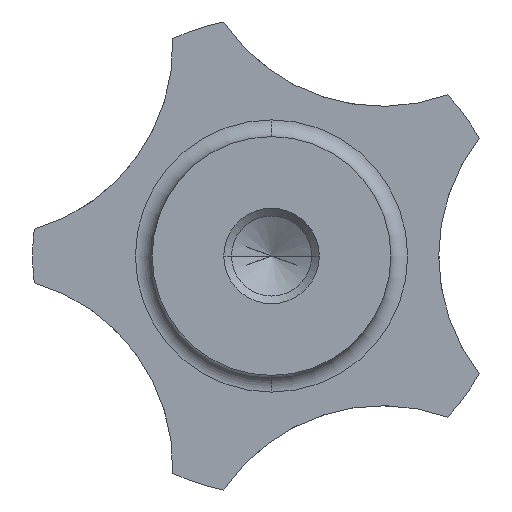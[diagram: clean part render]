
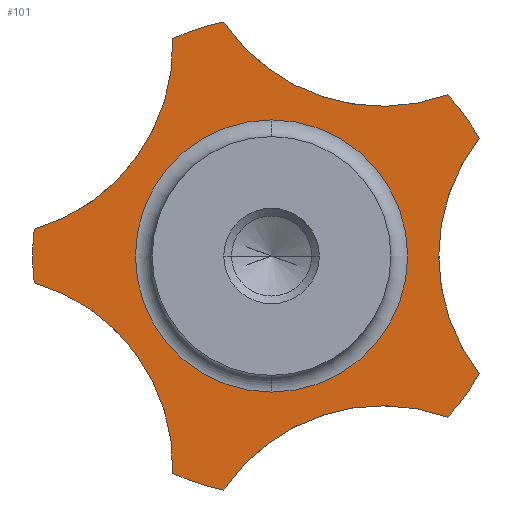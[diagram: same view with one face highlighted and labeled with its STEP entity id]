
A CAD part, front view. The second image highlights one B-rep face of the part: STEP entity #101.
In plain terms, the highlighted planar face has unit normal (0, -1, 0).
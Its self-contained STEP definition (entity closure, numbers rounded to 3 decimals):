
#101 = ADVANCED_FACE( '', ( #158, #159 ), #160, .T. );
#158 = FACE_OUTER_BOUND( '', #218, .T. );
#159 = FACE_BOUND( '', #219, .T. );
#160 = PLANE( '', #220 );
#218 = EDGE_LOOP( '', ( #427, #428, #429, #430, #431, #432, #433, #434, #435, #436, #437 ) );
#219 = EDGE_LOOP( '', ( #438, #439, #440 ) );
#220 = AXIS2_PLACEMENT_3D( '', #441, #442, #443 );
#427 = ORIENTED_EDGE( '', *, *, #495, .T. );
#428 = ORIENTED_EDGE( '', *, *, #529, .F. );
#429 = ORIENTED_EDGE( '', *, *, #490, .T. );
#430 = ORIENTED_EDGE( '', *, *, #523, .F. );
#431 = ORIENTED_EDGE( '', *, *, #484, .T. );
#432 = ORIENTED_EDGE( '', *, *, #521, .F. );
#433 = ORIENTED_EDGE( '', *, *, #470, .F. );
#434 = ORIENTED_EDGE( '', *, *, #507, .T. );
#435 = ORIENTED_EDGE( '', *, *, #522, .F. );
#436 = ORIENTED_EDGE( '', *, *, #501, .T. );
#437 = ORIENTED_EDGE( '', *, *, #524, .F. );
#438 = ORIENTED_EDGE( '', *, *, #527, .T. );
#439 = ORIENTED_EDGE( '', *, *, #462, .T. );
#440 = ORIENTED_EDGE( '', *, *, #528, .T. );
#441 = CARTESIAN_POINT( '', ( 19.625, 17.5, 0. ) );
#442 = DIRECTION( '', ( 0., -1., 0. ) );
#443 = DIRECTION( '', ( -1., 0., 0. ) );
#462 = EDGE_CURVE( '', #532, #538, #540, .T. );
#470 = EDGE_CURVE( '', #553, #549, #555, .T. );
#484 = EDGE_CURVE( '', #578, #575, #579, .T. );
#490 = EDGE_CURVE( '', #590, #587, #591, .T. );
#495 = EDGE_CURVE( '', #599, #600, #601, .T. );
#501 = EDGE_CURVE( '', #611, #612, #613, .T. );
#507 = EDGE_CURVE( '', #553, #623, #624, .T. );
#521 = EDGE_CURVE( '', #549, #575, #641, .T. );
#522 = EDGE_CURVE( '', #611, #623, #642, .T. );
#523 = EDGE_CURVE( '', #578, #587, #643, .T. );
#524 = EDGE_CURVE( '', #599, #612, #644, .T. );
#527 = EDGE_CURVE( '', #647, #532, #648, .T. );
#528 = EDGE_CURVE( '', #538, #647, #649, .T. );
#529 = EDGE_CURVE( '', #590, #600, #650, .T. );
#532 = VERTEX_POINT( '', #653 );
#538 = VERTEX_POINT( '', #659 );
#540 = CIRCLE( '', #661, 14.25 );
#549 = VERTEX_POINT( '', #672 );
#553 = VERTEX_POINT( '', #677 );
#555 = CIRCLE( '', #684, 25. );
#575 = VERTEX_POINT( '', #710 );
#578 = VERTEX_POINT( '', #718 );
#579 = CIRCLE( '', #719, 20. );
#587 = VERTEX_POINT( '', #767 );
#590 = VERTEX_POINT( '', #775 );
#591 = CIRCLE( '', #776, 20. );
#599 = VERTEX_POINT( '', #824 );
#600 = VERTEX_POINT( '', #825 );
#601 = CIRCLE( '', #826, 20. );
#611 = VERTEX_POINT( '', #881 );
#612 = VERTEX_POINT( '', #882 );
#613 = CIRCLE( '', #883, 20. );
#623 = VERTEX_POINT( '', #938 );
#624 = CIRCLE( '', #939, 20. );
#641 = CIRCLE( '', #996, 25. );
#642 = CIRCLE( '', #997, 25. );
#643 = CIRCLE( '', #998, 25. );
#644 = CIRCLE( '', #999, 25. );
#647 = VERTEX_POINT( '', #1002 );
#648 = CIRCLE( '', #1003, 14.25 );
#649 = CIRCLE( '', #1004, 14.25 );
#650 = CIRCLE( '', #1005, 25. );
#653 = CARTESIAN_POINT( '', ( 0., 17.5, -14.25 ) );
#659 = CARTESIAN_POINT( '', ( 0., 17.5, 14.25 ) );
#661 = AXIS2_PLACEMENT_3D( '', #1019, #1020, #1021 );
#672 = CARTESIAN_POINT( '', ( -25., 17.5, 0. ) );
#677 = CARTESIAN_POINT( '', ( -24.841, 17.5, -2.812 ) );
#684 = AXIS2_PLACEMENT_3D( '', #1034, #1035, #1036 );
#710 = CARTESIAN_POINT( '', ( -24.841, 17.5, 2.812 ) );
#718 = CARTESIAN_POINT( '', ( -10.351, 17.5, 22.757 ) );
#719 = AXIS2_PLACEMENT_3D( '', #1061, #1062, #1063 );
#767 = CARTESIAN_POINT( '', ( -5.002, 17.5, 24.495 ) );
#775 = CARTESIAN_POINT( '', ( 18.444, 17.5, 16.876 ) );
#776 = AXIS2_PLACEMENT_3D( '', #1064, #1065, #1066 );
#824 = CARTESIAN_POINT( '', ( 21.75, 17.5, -12.326 ) );
#825 = CARTESIAN_POINT( '', ( 21.75, 17.5, 12.326 ) );
#826 = AXIS2_PLACEMENT_3D( '', #1067, #1068, #1069 );
#881 = CARTESIAN_POINT( '', ( -5.002, 17.5, -24.495 ) );
#882 = CARTESIAN_POINT( '', ( 18.444, 17.5, -16.876 ) );
#883 = AXIS2_PLACEMENT_3D( '', #1070, #1071, #1072 );
#938 = CARTESIAN_POINT( '', ( -10.351, 17.5, -22.757 ) );
#939 = AXIS2_PLACEMENT_3D( '', #1073, #1074, #1075 );
#996 = AXIS2_PLACEMENT_3D( '', #1103, #1104, #1105 );
#997 = AXIS2_PLACEMENT_3D( '', #1106, #1107, #1108 );
#998 = AXIS2_PLACEMENT_3D( '', #1109, #1110, #1111 );
#999 = AXIS2_PLACEMENT_3D( '', #1112, #1113, #1114 );
#1002 = CARTESIAN_POINT( '', ( 14.25, 17.5, 0. ) );
#1003 = AXIS2_PLACEMENT_3D( '', #1121, #1122, #1123 );
#1004 = AXIS2_PLACEMENT_3D( '', #1124, #1125, #1126 );
#1005 = AXIS2_PLACEMENT_3D( '', #1127, #1128, #1129 );
#1019 = CARTESIAN_POINT( '', ( 0., 17.5, 0. ) );
#1020 = DIRECTION( '', ( 0., 1., 0. ) );
#1021 = DIRECTION( '', ( 1., 0., 0. ) );
#1034 = CARTESIAN_POINT( '', ( 0., 17.5, 0. ) );
#1035 = DIRECTION( '', ( 0., 1., 0. ) );
#1036 = DIRECTION( '', ( 1., 0., 0. ) );
#1061 = CARTESIAN_POINT( '', ( -30.338, 17.5, 22.042 ) );
#1062 = DIRECTION( '', ( 0., 1., 0. ) );
#1063 = DIRECTION( '', ( 0.275, 0., -0.961 ) );
#1064 = CARTESIAN_POINT( '', ( 11.588, 17.5, 35.665 ) );
#1065 = DIRECTION( '', ( 0., 1., 0. ) );
#1066 = DIRECTION( '', ( -0.83, 0., -0.559 ) );
#1067 = CARTESIAN_POINT( '', ( 37.5, 17.5, 0. ) );
#1068 = DIRECTION( '', ( 0., 1., 0. ) );
#1069 = DIRECTION( '', ( -0.788, 0., 0.616 ) );
#1070 = CARTESIAN_POINT( '', ( 11.588, 17.5, -35.665 ) );
#1071 = DIRECTION( '', ( 0., 1., 0. ) );
#1072 = DIRECTION( '', ( 0.343, 0., 0.939 ) );
#1073 = CARTESIAN_POINT( '', ( -30.338, 17.5, -22.042 ) );
#1074 = DIRECTION( '', ( 0., 1., 0. ) );
#1075 = DIRECTION( '', ( 0.999, 0., -0.036 ) );
#1103 = CARTESIAN_POINT( '', ( 0., 17.5, 0. ) );
#1104 = DIRECTION( '', ( 0., 1., 0. ) );
#1105 = DIRECTION( '', ( 1., 0., 0. ) );
#1106 = CARTESIAN_POINT( '', ( 0., 17.5, 0. ) );
#1107 = DIRECTION( '', ( 0., 1., 0. ) );
#1108 = DIRECTION( '', ( 1., 0., 0. ) );
#1109 = CARTESIAN_POINT( '', ( 0., 17.5, 0. ) );
#1110 = DIRECTION( '', ( 0., 1., 0. ) );
#1111 = DIRECTION( '', ( 1., 0., 0. ) );
#1112 = CARTESIAN_POINT( '', ( 0., 17.5, 0. ) );
#1113 = DIRECTION( '', ( 0., 1., 0. ) );
#1114 = DIRECTION( '', ( 1., 0., 0. ) );
#1121 = CARTESIAN_POINT( '', ( 0., 17.5, 0. ) );
#1122 = DIRECTION( '', ( 0., 1., 0. ) );
#1123 = DIRECTION( '', ( 1., 0., 0. ) );
#1124 = CARTESIAN_POINT( '', ( 0., 17.5, 0. ) );
#1125 = DIRECTION( '', ( 0., 1., 0. ) );
#1126 = DIRECTION( '', ( 1., 0., 0. ) );
#1127 = CARTESIAN_POINT( '', ( 0., 17.5, 0. ) );
#1128 = DIRECTION( '', ( 0., 1., 0. ) );
#1129 = DIRECTION( '', ( 1., 0., 0. ) );
